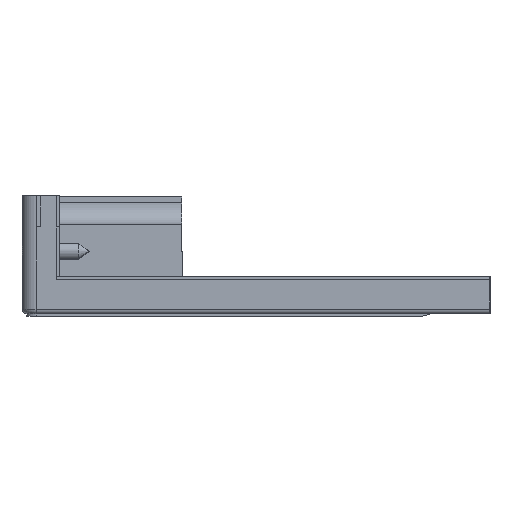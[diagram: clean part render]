
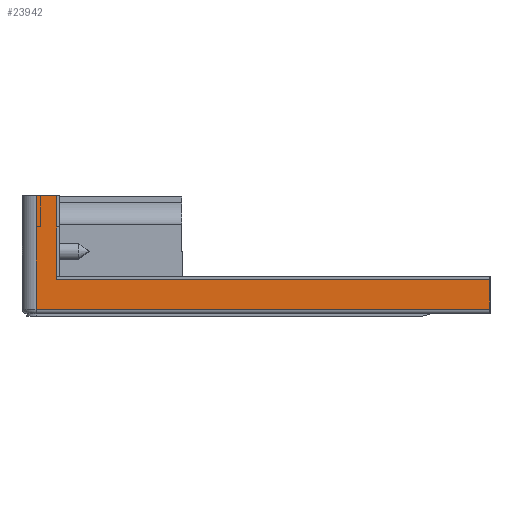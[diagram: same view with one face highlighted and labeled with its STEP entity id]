
A CAD part, left-side view. The second image highlights one B-rep face of the part: STEP entity #23942.
In plain terms, the highlighted planar face has unit normal (-1, 0, 0).
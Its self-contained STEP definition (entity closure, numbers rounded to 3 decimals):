
#1879=DIRECTION('',(0.,0.,-1.));
#1880=VECTOR('',#1879,24.);
#1881=CARTESIAN_POINT('',(-105.,98.,22.5));
#1882=LINE('',#1881,#1880);
#2214=DIRECTION('',(0.,-1.,0.));
#2215=VECTOR('',#2214,4.3);
#2216=CARTESIAN_POINT('',(-105.,98.,22.5));
#2217=LINE('',#2216,#2215);
#2218=DIRECTION('',(0.,1.,0.));
#2219=VECTOR('',#2218,96.);
#2220=CARTESIAN_POINT('',(-105.,2.,-1.5));
#2221=LINE('',#2220,#2219);
#2222=DIRECTION('',(0.,0.,1.));
#2223=VECTOR('',#2222,17.7);
#2224=CARTESIAN_POINT('',(-105.,93.7,4.8));
#2225=LINE('',#2224,#2223);
#2238=DIRECTION('',(0.,0.,1.));
#2239=VECTOR('',#2238,6.3);
#2240=CARTESIAN_POINT('',(-105.,2.,-1.5));
#2241=LINE('',#2240,#2239);
#2267=DIRECTION('',(0.,1.,0.));
#2268=VECTOR('',#2267,91.7);
#2269=CARTESIAN_POINT('',(-105.,2.,4.8));
#2270=LINE('',#2269,#2268);
#13977=CARTESIAN_POINT('',(-105.,98.,22.5));
#13979=VERTEX_POINT('',#13977);
#15446=CARTESIAN_POINT('',(-105.,2.,-1.5));
#15447=CARTESIAN_POINT('',(-105.,98.,-1.5));
#15448=VERTEX_POINT('',#15446);
#15449=VERTEX_POINT('',#15447);
#15454=CARTESIAN_POINT('',(-105.,93.7,22.5));
#15455=VERTEX_POINT('',#15454);
#15456=CARTESIAN_POINT('',(-105.,93.7,4.8));
#15457=VERTEX_POINT('',#15456);
#15470=CARTESIAN_POINT('',(-105.,2.,4.8));
#15471=VERTEX_POINT('',#15470);
#23925=CARTESIAN_POINT('',(-105.,50.,10.5));
#23926=DIRECTION('',(1.,0.,0.));
#23927=DIRECTION('',(0.,1.,0.));
#23928=AXIS2_PLACEMENT_3D('',#23925,#23926,#23927);
#23929=PLANE('',#23928);
#23930=ORIENTED_EDGE('',*,*,#18432,.T.);
#23932=ORIENTED_EDGE('',*,*,#23931,.F.);
#23934=ORIENTED_EDGE('',*,*,#23933,.F.);
#23936=ORIENTED_EDGE('',*,*,#23935,.F.);
#23938=ORIENTED_EDGE('',*,*,#23937,.T.);
#23939=ORIENTED_EDGE('',*,*,#23258,.F.);
#23940=EDGE_LOOP('',(#23930,#23932,#23934,#23936,#23938,#23939));
#23941=FACE_OUTER_BOUND('',#23940,.F.);
#18432=EDGE_CURVE('',#13979,#15455,#2217,.T.);
#23258=EDGE_CURVE('',#13979,#15449,#1882,.T.);
#23931=EDGE_CURVE('',#15457,#15455,#2225,.T.);
#23933=EDGE_CURVE('',#15471,#15457,#2270,.T.);
#23935=EDGE_CURVE('',#15448,#15471,#2241,.T.);
#23937=EDGE_CURVE('',#15448,#15449,#2221,.T.);
#23942=ADVANCED_FACE('',(#23941),#23929,.F.);
